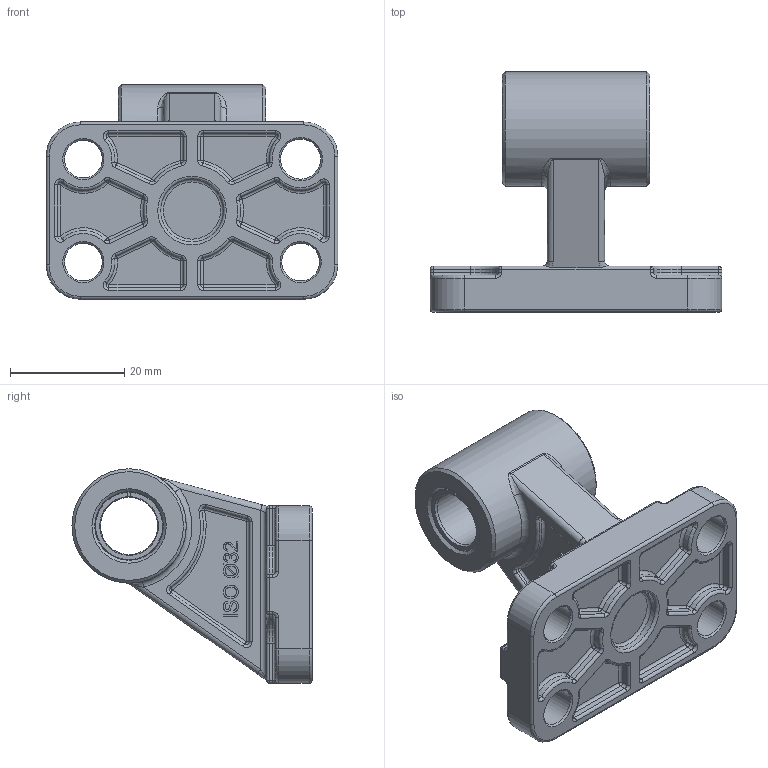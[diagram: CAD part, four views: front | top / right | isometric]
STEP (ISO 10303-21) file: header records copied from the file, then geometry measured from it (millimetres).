
FILE_DESCRIPTION(/* description */ (''),/* implementation_level */ '2;1');
FILE_NAME(/* name */ 'C-F-SA-32.stp',/* time_stamp */ '2015-11-16T09:12:16+01:00',/* author */ (''),/* organization */ (''),/* preprocessor_version */ 'ST-DEVELOPER v15.2',/* originating_system */ 'Autodesk Translator Framework v2.0.0.5431',/* authorisation */ '');
FILE_SCHEMA (('AUTOMOTIVE_DESIGN { 1 0 10303 214 3 1 1 }'));
Products named in the file (1): (Unsaved)
Bounding box: 51 x 42 x 37.5 mm (x, y, z)
Volume: 19054.1 mm3; surface area: 8947.9 mm2
Topology: 1 solids, 1 shells, 1308 faces, 3434 edges, 2166 vertices
Faces by surface type: bspline 710, plane 261, cylinder 169, torus 100, sphere 48, cone 20
Full cylindrical faces by diameter (mm): 6.6 x3, 7 x1, 11 x1, 12 x1, 20 x1
Entity records: 46296 total; most frequent: CARTESIAN_POINT 18914, ORIENTED_EDGE 6814, DIRECTION 3684, EDGE_CURVE 3387, VERTEX_POINT 2148, B_SPLINE_CURVE_WITH_KNOTS 1433, LINE 1422, VECTOR 1422
